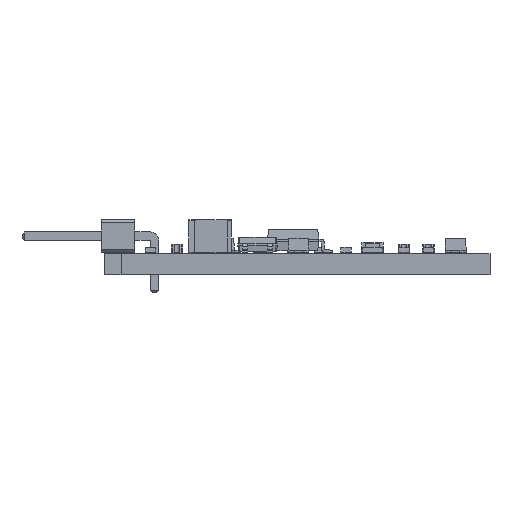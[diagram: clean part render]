
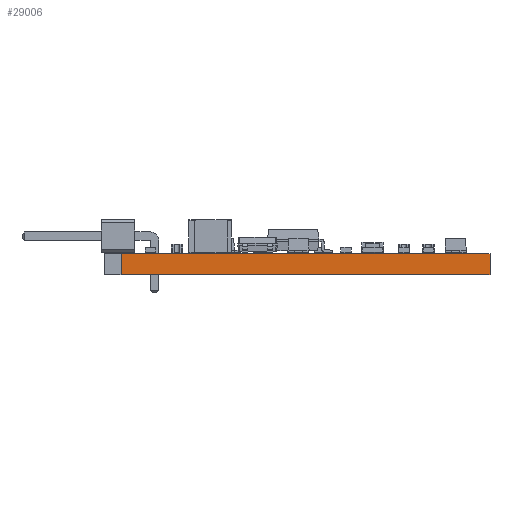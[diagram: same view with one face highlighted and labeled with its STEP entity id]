
A CAD part, front view. The second image highlights one B-rep face of the part: STEP entity #29006.
In plain terms, the highlighted planar face has unit normal (0, -1, 0).
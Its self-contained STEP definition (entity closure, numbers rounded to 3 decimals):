
#27657 = PLANE('',#27658);
#27658 = AXIS2_PLACEMENT_3D('',#27659,#27660,#27661);
#27659 = CARTESIAN_POINT('',(115.112,-74.812,1.6));
#27660 = DIRECTION('',(0.,0.,1.));
#27661 = DIRECTION('',(1.,0.,0.));
#27711 = PLANE('',#27712);
#27712 = AXIS2_PLACEMENT_3D('',#27713,#27714,#27715);
#27713 = CARTESIAN_POINT('',(115.112,-74.812,0.));
#27714 = DIRECTION('',(0.,0.,1.));
#27715 = DIRECTION('',(1.,0.,0.));
#27842 = PLANE('',#27843);
#27843 = AXIS2_PLACEMENT_3D('',#27844,#27845,#27846);
#27844 = CARTESIAN_POINT('',(101.6,-74.93,0.));
#27845 = DIRECTION('',(1.,0.,0.));
#27846 = DIRECTION('',(0.,-1.,0.));
#27881 = VERTEX_POINT('',#27882);
#27882 = CARTESIAN_POINT('',(101.6,-87.63,0.));
#27903 = EDGE_CURVE('',#27881,#27904,#27906,.T.);
#27904 = VERTEX_POINT('',#27905);
#27905 = CARTESIAN_POINT('',(129.54,-87.63,0.));
#27906 = SURFACE_CURVE('',#27907,(#27911,#27918),.PCURVE_S1.);
#27907 = LINE('',#27908,#27909);
#27908 = CARTESIAN_POINT('',(101.6,-87.63,0.));
#27909 = VECTOR('',#27910,1.);
#27910 = DIRECTION('',(1.,0.,0.));
#27911 = PCURVE('',#27711,#27912);
#27912 = DEFINITIONAL_REPRESENTATION('',(#27913),#27917);
#27913 = LINE('',#27914,#27915);
#27914 = CARTESIAN_POINT('',(-13.512,-12.818));
#27915 = VECTOR('',#27916,1.);
#27916 = DIRECTION('',(1.,0.));
#27917 = ( GEOMETRIC_REPRESENTATION_CONTEXT(2) 
PARAMETRIC_REPRESENTATION_CONTEXT() REPRESENTATION_CONTEXT('2D SPACE',''
  ) );
#27918 = PCURVE('',#27919,#27924);
#27919 = PLANE('',#27920);
#27920 = AXIS2_PLACEMENT_3D('',#27921,#27922,#27923);
#27921 = CARTESIAN_POINT('',(101.6,-87.63,0.));
#27922 = DIRECTION('',(0.,1.,0.));
#27923 = DIRECTION('',(1.,0.,0.));
#27924 = DEFINITIONAL_REPRESENTATION('',(#27925),#27929);
#27925 = LINE('',#27926,#27927);
#27926 = CARTESIAN_POINT('',(0.,0.));
#27927 = VECTOR('',#27928,1.);
#27928 = DIRECTION('',(1.,0.));
#27929 = ( GEOMETRIC_REPRESENTATION_CONTEXT(2) 
PARAMETRIC_REPRESENTATION_CONTEXT() REPRESENTATION_CONTEXT('2D SPACE',''
  ) );
#27947 = PLANE('',#27948);
#27948 = AXIS2_PLACEMENT_3D('',#27949,#27950,#27951);
#27949 = CARTESIAN_POINT('',(129.54,-87.63,0.));
#27950 = DIRECTION('',(-1.,0.,0.));
#27951 = DIRECTION('',(0.,1.,0.));
#28449 = VERTEX_POINT('',#28450);
#28450 = CARTESIAN_POINT('',(101.6,-87.63,1.6));
#28471 = EDGE_CURVE('',#28449,#28472,#28474,.T.);
#28472 = VERTEX_POINT('',#28473);
#28473 = CARTESIAN_POINT('',(129.54,-87.63,1.6));
#28474 = SURFACE_CURVE('',#28475,(#28479,#28486),.PCURVE_S1.);
#28475 = LINE('',#28476,#28477);
#28476 = CARTESIAN_POINT('',(101.6,-87.63,1.6));
#28477 = VECTOR('',#28478,1.);
#28478 = DIRECTION('',(1.,0.,0.));
#28479 = PCURVE('',#27657,#28480);
#28480 = DEFINITIONAL_REPRESENTATION('',(#28481),#28485);
#28481 = LINE('',#28482,#28483);
#28482 = CARTESIAN_POINT('',(-13.512,-12.818));
#28483 = VECTOR('',#28484,1.);
#28484 = DIRECTION('',(1.,0.));
#28485 = ( GEOMETRIC_REPRESENTATION_CONTEXT(2) 
PARAMETRIC_REPRESENTATION_CONTEXT() REPRESENTATION_CONTEXT('2D SPACE',''
  ) );
#28486 = PCURVE('',#27919,#28487);
#28487 = DEFINITIONAL_REPRESENTATION('',(#28488),#28492);
#28488 = LINE('',#28489,#28490);
#28489 = CARTESIAN_POINT('',(0.,-1.6));
#28490 = VECTOR('',#28491,1.);
#28491 = DIRECTION('',(1.,0.));
#28492 = ( GEOMETRIC_REPRESENTATION_CONTEXT(2) 
PARAMETRIC_REPRESENTATION_CONTEXT() REPRESENTATION_CONTEXT('2D SPACE',''
  ) );
#28958 = EDGE_CURVE('',#27881,#28449,#28959,.T.);
#28959 = SURFACE_CURVE('',#28960,(#28964,#28971),.PCURVE_S1.);
#28960 = LINE('',#28961,#28962);
#28961 = CARTESIAN_POINT('',(101.6,-87.63,0.));
#28962 = VECTOR('',#28963,1.);
#28963 = DIRECTION('',(0.,0.,1.));
#28964 = PCURVE('',#27842,#28965);
#28965 = DEFINITIONAL_REPRESENTATION('',(#28966),#28970);
#28966 = LINE('',#28967,#28968);
#28967 = CARTESIAN_POINT('',(12.7,0.));
#28968 = VECTOR('',#28969,1.);
#28969 = DIRECTION('',(0.,-1.));
#28970 = ( GEOMETRIC_REPRESENTATION_CONTEXT(2) 
PARAMETRIC_REPRESENTATION_CONTEXT() REPRESENTATION_CONTEXT('2D SPACE',''
  ) );
#28971 = PCURVE('',#27919,#28972);
#28972 = DEFINITIONAL_REPRESENTATION('',(#28973),#28977);
#28973 = LINE('',#28974,#28975);
#28974 = CARTESIAN_POINT('',(0.,0.));
#28975 = VECTOR('',#28976,1.);
#28976 = DIRECTION('',(0.,-1.));
#28977 = ( GEOMETRIC_REPRESENTATION_CONTEXT(2) 
PARAMETRIC_REPRESENTATION_CONTEXT() REPRESENTATION_CONTEXT('2D SPACE',''
  ) );
#29006 = ADVANCED_FACE('',(#29007),#27919,.F.);
#29007 = FACE_BOUND('',#29008,.F.);
#29008 = EDGE_LOOP('',(#29009,#29010,#29011,#29032));
#29009 = ORIENTED_EDGE('',*,*,#28958,.T.);
#29010 = ORIENTED_EDGE('',*,*,#28471,.T.);
#29011 = ORIENTED_EDGE('',*,*,#29012,.F.);
#29012 = EDGE_CURVE('',#27904,#28472,#29013,.T.);
#29013 = SURFACE_CURVE('',#29014,(#29018,#29025),.PCURVE_S1.);
#29014 = LINE('',#29015,#29016);
#29015 = CARTESIAN_POINT('',(129.54,-87.63,0.));
#29016 = VECTOR('',#29017,1.);
#29017 = DIRECTION('',(0.,0.,1.));
#29018 = PCURVE('',#27919,#29019);
#29019 = DEFINITIONAL_REPRESENTATION('',(#29020),#29024);
#29020 = LINE('',#29021,#29022);
#29021 = CARTESIAN_POINT('',(27.94,0.));
#29022 = VECTOR('',#29023,1.);
#29023 = DIRECTION('',(0.,-1.));
#29024 = ( GEOMETRIC_REPRESENTATION_CONTEXT(2) 
PARAMETRIC_REPRESENTATION_CONTEXT() REPRESENTATION_CONTEXT('2D SPACE',''
  ) );
#29025 = PCURVE('',#27947,#29026);
#29026 = DEFINITIONAL_REPRESENTATION('',(#29027),#29031);
#29027 = LINE('',#29028,#29029);
#29028 = CARTESIAN_POINT('',(0.,0.));
#29029 = VECTOR('',#29030,1.);
#29030 = DIRECTION('',(0.,-1.));
#29031 = ( GEOMETRIC_REPRESENTATION_CONTEXT(2) 
PARAMETRIC_REPRESENTATION_CONTEXT() REPRESENTATION_CONTEXT('2D SPACE',''
  ) );
#29032 = ORIENTED_EDGE('',*,*,#27903,.F.);
